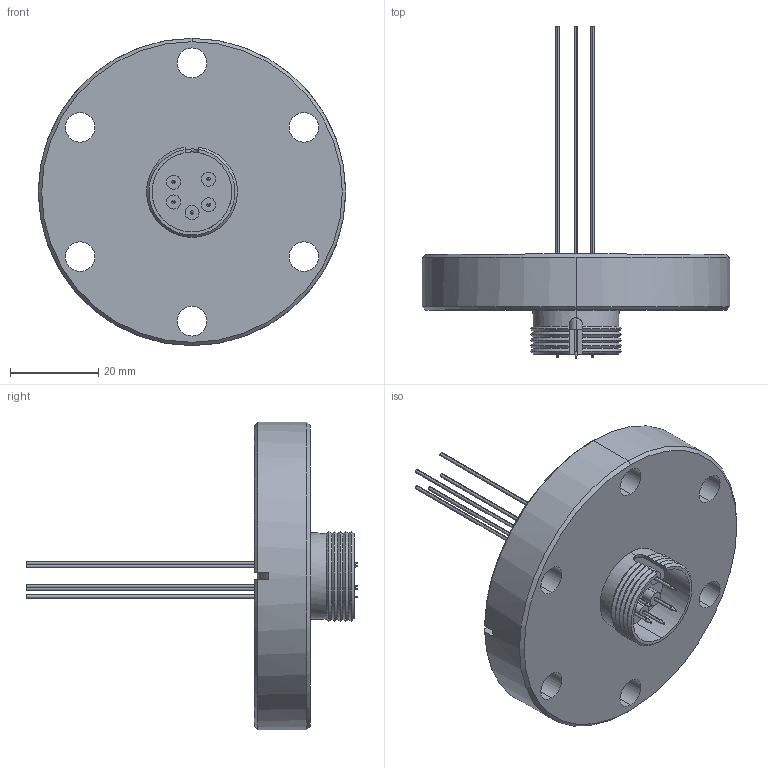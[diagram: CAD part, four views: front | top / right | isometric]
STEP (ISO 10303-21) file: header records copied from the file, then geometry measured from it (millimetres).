
FILE_DESCRIPTION (( 'STEP AP203' ), '1' );
FILE_NAME ('A1620-2-CF.STEP', '2012-11-16T18:19:43', ( '' ), ( '' ), 'SwSTEP 2.0', 'SolidWorks 2012', '' );
FILE_SCHEMA (( 'CONFIG_CONTROL_DESIGN' ));
Length unit declared in the file: inch
Products named in the file (1): A1620-2-CF
Bounding box: 69.85 x 75.44 x 69.85 mm (x, y, z)
Volume: 42373.5 mm3; surface area: 15031.4 mm2
Topology: 1 solids, 1 shells, 160 faces, 379 edges, 248 vertices
Faces by surface type: cylinder 80, plane 38, cone 32, bspline 10
Entity records: 4984 total; most frequent: CARTESIAN_POINT 1104, DIRECTION 851, ORIENTED_EDGE 758, EDGE_CURVE 379, AXIS2_PLACEMENT_3D 367, VERTEX_POINT 248, CIRCLE 216, EDGE_LOOP 199
